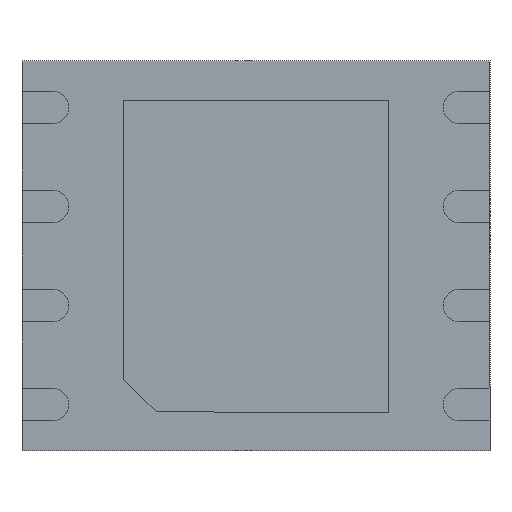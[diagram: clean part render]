
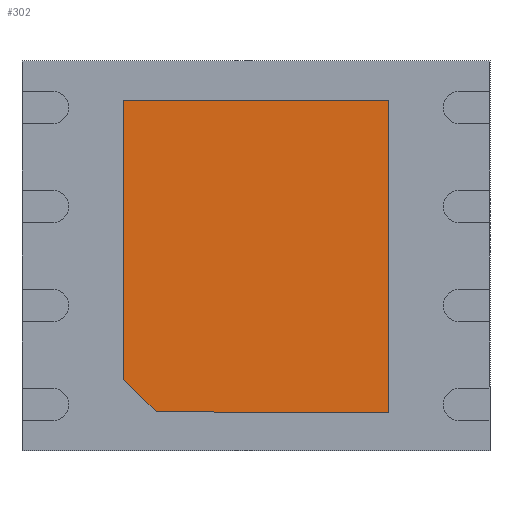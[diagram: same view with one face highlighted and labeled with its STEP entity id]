
A CAD part, front view. The second image highlights one B-rep face of the part: STEP entity #302.
In plain terms, the highlighted planar face has unit normal (0, -1, 0).
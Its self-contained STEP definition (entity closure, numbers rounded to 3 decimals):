
#11 = CARTESIAN_POINT ( 'NONE',  ( 1.7, 0., 2. ) ) ;
#178 = VERTEX_POINT ( 'NONE', #956 ) ;
#198 = ORIENTED_EDGE ( 'NONE', *, *, #1510, .F. ) ;
#302 = ADVANCED_FACE ( 'NONE', ( #2697 ), #748, .F. ) ;
#311 = ORIENTED_EDGE ( 'NONE', *, *, #816, .F. ) ;
#474 = LINE ( 'NONE', #11, #2239 ) ;
#487 = VERTEX_POINT ( 'NONE', #858 ) ;
#538 = VERTEX_POINT ( 'NONE', #2448 ) ;
#614 = EDGE_CURVE ( 'NONE', #487, #538, #1331, .T. ) ;
#748 = PLANE ( 'NONE',  #2904 ) ;
#816 = EDGE_CURVE ( 'NONE', #178, #2872, #474, .T. ) ;
#853 = CARTESIAN_POINT ( 'NONE',  ( 1.7, 0., -2. ) ) ;
#858 = CARTESIAN_POINT ( 'NONE',  ( -1.28, 0., -2. ) ) ;
#869 = EDGE_CURVE ( 'NONE', #538, #178, #2685, .T. ) ;
#946 = VECTOR ( 'NONE', #2545, 1000. ) ;
#956 = CARTESIAN_POINT ( 'NONE',  ( -1.7, 0., 2. ) ) ;
#1070 = VECTOR ( 'NONE', #2241, 1000. ) ;
#1152 = CARTESIAN_POINT ( 'NONE',  ( 1.7, 0., 2. ) ) ;
#1284 = CARTESIAN_POINT ( 'NONE',  ( 0., 0., 0. ) ) ;
#1291 = CARTESIAN_POINT ( 'NONE',  ( -1.7, 0., 2. ) ) ;
#1331 = LINE ( 'NONE', #2533, #2908 ) ;
#1469 = DIRECTION ( 'NONE',  ( 0., 1., 0. ) ) ;
#1510 = EDGE_CURVE ( 'NONE', #2941, #487, #3025, .T. ) ;
#1516 = ORIENTED_EDGE ( 'NONE', *, *, #869, .F. ) ;
#1741 = DIRECTION ( 'NONE',  ( -0.707, 0., 0.707 ) ) ;
#1784 = VECTOR ( 'NONE', #2350, 1000. ) ;
#1964 = DIRECTION ( 'NONE',  ( 1., 0., 0. ) ) ;
#2239 = VECTOR ( 'NONE', #1964, 1000. ) ;
#2241 = DIRECTION ( 'NONE',  ( 0., 0., 1. ) ) ;
#2246 = EDGE_CURVE ( 'NONE', #2872, #2941, #3112, .T. ) ;
#2350 = DIRECTION ( 'NONE',  ( 0., 0., -1. ) ) ;
#2448 = CARTESIAN_POINT ( 'NONE',  ( -1.7, 0., -1.58 ) ) ;
#2473 = DIRECTION ( 'NONE',  ( 0., 0., 1. ) ) ;
#2533 = CARTESIAN_POINT ( 'NONE',  ( -1.7, 0., -1.58 ) ) ;
#2545 = DIRECTION ( 'NONE',  ( -1., 0., 0. ) ) ;
#2566 = EDGE_LOOP ( 'NONE', ( #2881, #311, #1516, #2915, #198 ) ) ;
#2603 = CARTESIAN_POINT ( 'NONE',  ( 1.7, 0., 2. ) ) ;
#2685 = LINE ( 'NONE', #1291, #1070 ) ;
#2697 = FACE_OUTER_BOUND ( 'NONE', #2566, .T. ) ;
#2872 = VERTEX_POINT ( 'NONE', #1152 ) ;
#2881 = ORIENTED_EDGE ( 'NONE', *, *, #2246, .F. ) ;
#2904 = AXIS2_PLACEMENT_3D ( 'NONE', #1284, #1469, #2473 ) ;
#2908 = VECTOR ( 'NONE', #1741, 1000. ) ;
#2915 = ORIENTED_EDGE ( 'NONE', *, *, #614, .F. ) ;
#2941 = VERTEX_POINT ( 'NONE', #3111 ) ;
#3025 = LINE ( 'NONE', #853, #946 ) ;
#3111 = CARTESIAN_POINT ( 'NONE',  ( 1.7, 0., -2. ) ) ;
#3112 = LINE ( 'NONE', #2603, #1784 ) ;
